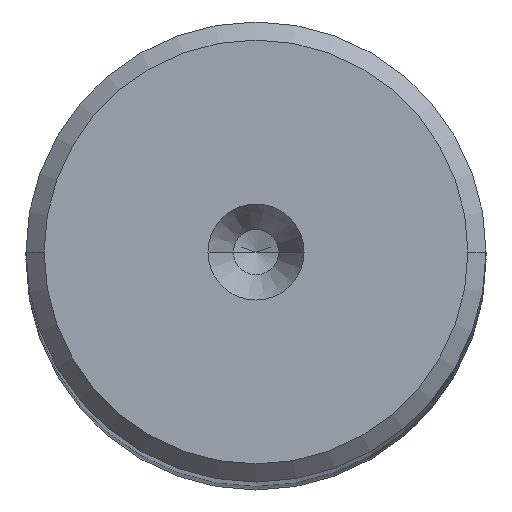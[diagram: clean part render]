
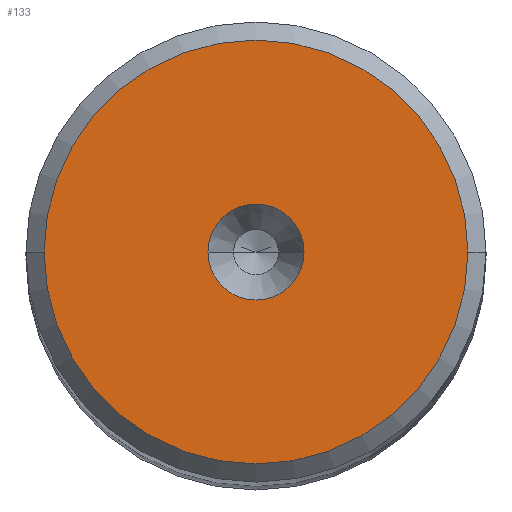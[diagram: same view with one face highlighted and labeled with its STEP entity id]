
A CAD part, top view. The second image highlights one B-rep face of the part: STEP entity #133.
In plain terms, the highlighted planar face has unit normal (0, 0, 1).
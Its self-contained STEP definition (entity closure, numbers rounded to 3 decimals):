
#106=PLANE('',#827);
#109=FACE_BOUND('',#242,.T.);
#110=FACE_BOUND('',#243,.T.);
#133=ADVANCED_FACE('',(#109,#110),#106,.T.);
#242=EDGE_LOOP('',(#304,#305,#306,#307));
#243=EDGE_LOOP('',(#308,#309));
#304=ORIENTED_EDGE('',*,*,#554,.T.);
#305=ORIENTED_EDGE('',*,*,#555,.T.);
#306=ORIENTED_EDGE('',*,*,#556,.T.);
#307=ORIENTED_EDGE('',*,*,#557,.T.);
#308=ORIENTED_EDGE('',*,*,#558,.T.);
#309=ORIENTED_EDGE('',*,*,#559,.T.);
#492=VERTEX_POINT('',#1257);
#493=VERTEX_POINT('',#1258);
#494=VERTEX_POINT('',#1260);
#495=VERTEX_POINT('',#1262);
#496=VERTEX_POINT('',#1265);
#497=VERTEX_POINT('',#1266);
#554=EDGE_CURVE('',#492,#493,#682,.T.);
#555=EDGE_CURVE('',#493,#494,#683,.T.);
#556=EDGE_CURVE('',#494,#495,#684,.T.);
#557=EDGE_CURVE('',#495,#492,#685,.T.);
#558=EDGE_CURVE('',#496,#497,#686,.T.);
#559=EDGE_CURVE('',#497,#496,#687,.T.);
#682=CIRCLE('',#821,11.7);
#683=CIRCLE('',#822,11.7);
#684=CIRCLE('',#823,11.7);
#685=CIRCLE('',#824,11.7);
#686=CIRCLE('',#825,2.65);
#687=CIRCLE('',#826,2.65);
#821=AXIS2_PLACEMENT_3D('',#1256,#980,#981);
#822=AXIS2_PLACEMENT_3D('',#1259,#982,#983);
#823=AXIS2_PLACEMENT_3D('',#1261,#984,#985);
#824=AXIS2_PLACEMENT_3D('',#1263,#986,#987);
#825=AXIS2_PLACEMENT_3D('',#1264,#988,#989);
#826=AXIS2_PLACEMENT_3D('',#1267,#990,#991);
#827=AXIS2_PLACEMENT_3D('',#1268,#992,#993);
#980=DIRECTION('',(0.,0.,1.));
#981=DIRECTION('',(0.,1.,0.));
#982=DIRECTION('',(0.,0.,1.));
#983=DIRECTION('',(-1.,0.,0.));
#984=DIRECTION('',(0.,0.,1.));
#985=DIRECTION('',(0.,-1.,0.));
#986=DIRECTION('',(0.,0.,1.));
#987=DIRECTION('',(1.,0.,0.));
#988=DIRECTION('',(0.,0.,-1.));
#989=DIRECTION('',(-1.,0.,0.));
#990=DIRECTION('',(0.,0.,-1.));
#991=DIRECTION('',(1.,0.,0.));
#992=DIRECTION('',(0.,0.,1.));
#993=DIRECTION('',(-1.,0.,0.));
#1256=CARTESIAN_POINT('',(0.,0.,0.));
#1257=CARTESIAN_POINT('',(0.,11.7,0.));
#1258=CARTESIAN_POINT('',(-11.7,0.,0.));
#1259=CARTESIAN_POINT('',(0.,0.,0.));
#1260=CARTESIAN_POINT('',(0.,-11.7,0.));
#1261=CARTESIAN_POINT('',(0.,0.,0.));
#1262=CARTESIAN_POINT('',(11.7,0.,0.));
#1263=CARTESIAN_POINT('',(0.,0.,0.));
#1264=CARTESIAN_POINT('',(0.,0.,0.));
#1265=CARTESIAN_POINT('',(-2.65,0.,0.));
#1266=CARTESIAN_POINT('',(2.65,0.,0.));
#1267=CARTESIAN_POINT('',(0.,0.,0.));
#1268=CARTESIAN_POINT('',(0.,0.,0.));
